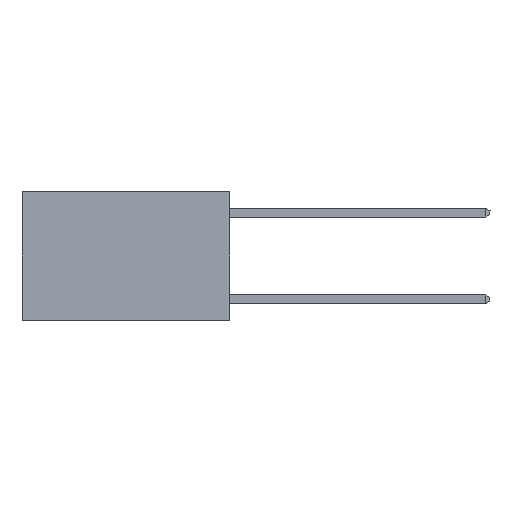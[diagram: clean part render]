
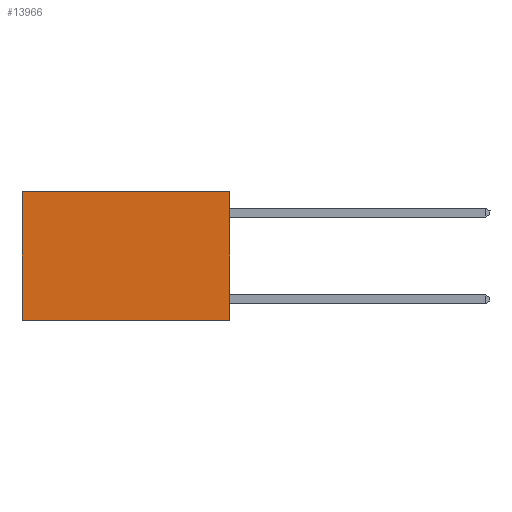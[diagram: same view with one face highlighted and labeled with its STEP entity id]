
A CAD part, left-side view. The second image highlights one B-rep face of the part: STEP entity #13966.
In plain terms, the highlighted planar face has unit normal (-1, 0, 0).
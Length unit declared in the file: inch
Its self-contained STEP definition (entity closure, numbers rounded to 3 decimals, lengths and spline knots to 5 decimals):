
#783 = CARTESIAN_POINT ( 'NONE',  ( 0.2625, 0., -0.37 ) ) ;
#919 = EDGE_CURVE ( 'NONE', #6888, #20621, #26933, .T. ) ;
#3126 = EDGE_LOOP ( 'NONE', ( #26330, #13246, #25346, #17963 ) ) ;
#4312 = CARTESIAN_POINT ( 'NONE',  ( 0.2625, 0., 0. ) ) ;
#4714 = LINE ( 'NONE', #21571, #13950 ) ;
#5222 = EDGE_CURVE ( 'NONE', #11466, #23912, #11760, .T. ) ;
#5733 = CARTESIAN_POINT ( 'NONE',  ( 0.2625, 0.6, 0. ) ) ;
#6167 = VECTOR ( 'NONE', #22025, 39.37008 ) ;
#6888 = VERTEX_POINT ( 'NONE', #5733 ) ;
#8528 = FACE_OUTER_BOUND ( 'NONE', #3126, .T. ) ;
#10259 = CARTESIAN_POINT ( 'NONE',  ( 0.2625, 0., -0.37 ) ) ;
#11466 = VERTEX_POINT ( 'NONE', #27970 ) ;
#11760 = LINE ( 'NONE', #20978, #24601 ) ;
#12213 = DIRECTION ( 'NONE',  ( 0., 1., 0. ) ) ;
#12678 = LINE ( 'NONE', #10259, #6167 ) ;
#13065 = DIRECTION ( 'NONE',  ( 1., 0., 0. ) ) ;
#13199 = EDGE_CURVE ( 'NONE', #11466, #6888, #4714, .T. ) ;
#13246 = ORIENTED_EDGE ( 'NONE', *, *, #20629, .F. ) ;
#13665 = DIRECTION ( 'NONE',  ( 0., 0., -1. ) ) ;
#13950 = VECTOR ( 'NONE', #12213, 39.37008 ) ;
#13966 = ADVANCED_FACE ( 'NONE', ( #8528 ), #22712, .F. ) ;
#15779 = DIRECTION ( 'NONE',  ( 0., 0., -1. ) ) ;
#17608 = CARTESIAN_POINT ( 'NONE',  ( 0.2625, 0.6, 0. ) ) ;
#17963 = ORIENTED_EDGE ( 'NONE', *, *, #13199, .T. ) ;
#18700 = DIRECTION ( 'NONE',  ( 0., 0., -1. ) ) ;
#20621 = VERTEX_POINT ( 'NONE', #21727 ) ;
#20629 = EDGE_CURVE ( 'NONE', #23912, #20621, #12678, .T. ) ;
#20978 = CARTESIAN_POINT ( 'NONE',  ( 0.2625, 0., 0. ) ) ;
#21571 = CARTESIAN_POINT ( 'NONE',  ( 0.2625, 0., 0. ) ) ;
#21727 = CARTESIAN_POINT ( 'NONE',  ( 0.2625, 0.6, -0.37 ) ) ;
#22025 = DIRECTION ( 'NONE',  ( 0., 1., 0. ) ) ;
#22712 = PLANE ( 'NONE',  #23612 ) ;
#23612 = AXIS2_PLACEMENT_3D ( 'NONE', #4312, #13065, #15779 ) ;
#23912 = VERTEX_POINT ( 'NONE', #783 ) ;
#24601 = VECTOR ( 'NONE', #18700, 39.37008 ) ;
#25346 = ORIENTED_EDGE ( 'NONE', *, *, #5222, .F. ) ;
#26330 = ORIENTED_EDGE ( 'NONE', *, *, #919, .T. ) ;
#26933 = LINE ( 'NONE', #17608, #27251 ) ;
#27251 = VECTOR ( 'NONE', #13665, 39.37008 ) ;
#27970 = CARTESIAN_POINT ( 'NONE',  ( 0.2625, 0., 0. ) ) ;
